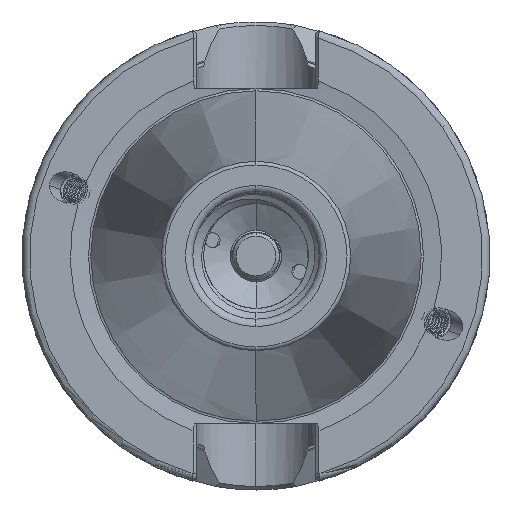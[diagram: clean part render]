
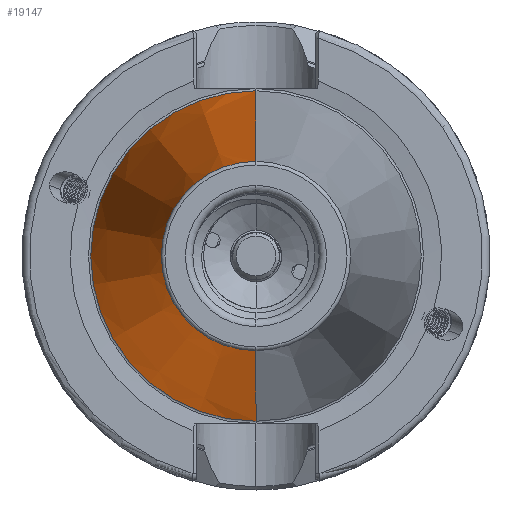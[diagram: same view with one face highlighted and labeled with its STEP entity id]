
A CAD part, left-side view. The second image highlights one B-rep face of the part: STEP entity #19147.
In plain terms, the highlighted conical face has half-angle 8.297 degrees and reference radius 22.24 mm.
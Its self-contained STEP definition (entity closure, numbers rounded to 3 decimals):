
#3275 = CARTESIAN_POINT ( 'NONE',  ( -65.972, 0., -12.75 ) ) ;
#3299 = CARTESIAN_POINT ( 'NONE',  ( -0.9, 0., 22.24 ) ) ;
#3697 = CIRCLE ( 'NONE', #11014, 12.75 ) ;
#3716 = LINE ( 'NONE', #22073, #3717 ) ;
#3717 = VECTOR ( 'NONE', #22062, 1000. ) ;
#3726 = CIRCLE ( 'NONE', #11029, 22.24 ) ;
#3746 = LINE ( 'NONE', #22140, #3752 ) ;
#3752 = VECTOR ( 'NONE', #22223, 1000. ) ;
#5160 = VERTEX_POINT ( 'NONE', #3275 ) ;
#5162 = VERTEX_POINT ( 'NONE', #3299 ) ;
#5295 = EDGE_LOOP ( 'NONE', ( #13627, #13635, #13665, #13683 ) ) ;
#9786 = VERTEX_POINT ( 'NONE', #16028 ) ;
#10367 = VERTEX_POINT ( 'NONE', #16715 ) ;
#11014 = AXIS2_PLACEMENT_3D ( 'NONE', #22149, #22134, #22155 ) ;
#11029 = AXIS2_PLACEMENT_3D ( 'NONE', #22083, #22045, #22085 ) ;
#13627 = ORIENTED_EDGE ( 'NONE', *, *, #26379, .T. ) ;
#13635 = ORIENTED_EDGE ( 'NONE', *, *, #26365, .T. ) ;
#13665 = ORIENTED_EDGE ( 'NONE', *, *, #26358, .F. ) ;
#13683 = ORIENTED_EDGE ( 'NONE', *, *, #26386, .F. ) ;
#16028 = CARTESIAN_POINT ( 'NONE',  ( -0.9, 0., -22.24 ) ) ;
#16715 = CARTESIAN_POINT ( 'NONE',  ( -65.972, 0., 12.75 ) ) ;
#19147 = ADVANCED_FACE ( 'NONE', ( #21171 ), #21211, .T. ) ;
#21171 = FACE_OUTER_BOUND ( 'NONE', #5295, .T. ) ;
#21211 = CONICAL_SURFACE ( 'NONE', #30954, 22.24, 0.145 ) ;
#22045 = DIRECTION ( 'NONE',  ( 1., 0., 0. ) ) ;
#22062 = DIRECTION ( 'NONE',  ( 0.99, 0., 0.144 ) ) ;
#22073 = CARTESIAN_POINT ( 'NONE',  ( -0.9, 0., 22.24 ) ) ;
#22083 = CARTESIAN_POINT ( 'NONE',  ( -0.9, 0., 0. ) ) ;
#22085 = DIRECTION ( 'NONE',  ( 0., 0., -1. ) ) ;
#22134 = DIRECTION ( 'NONE',  ( 1., 0., 0. ) ) ;
#22140 = CARTESIAN_POINT ( 'NONE',  ( -0.9, 0., -22.24 ) ) ;
#22149 = CARTESIAN_POINT ( 'NONE',  ( -65.972, 0., 0. ) ) ;
#22155 = DIRECTION ( 'NONE',  ( 0., 0., -1. ) ) ;
#22223 = DIRECTION ( 'NONE',  ( 0.99, 0., -0.144 ) ) ;
#23481 = CARTESIAN_POINT ( 'NONE',  ( -0.9, 0., 0. ) ) ;
#23498 = DIRECTION ( 'NONE',  ( 1., 0., 0. ) ) ;
#23506 = DIRECTION ( 'NONE',  ( 0., 0., -1. ) ) ;
#26358 = EDGE_CURVE ( 'NONE', #9786, #5162, #3726, .T. ) ;
#26365 = EDGE_CURVE ( 'NONE', #10367, #5162, #3716, .T. ) ;
#26379 = EDGE_CURVE ( 'NONE', #5160, #10367, #3697, .T. ) ;
#26386 = EDGE_CURVE ( 'NONE', #5160, #9786, #3746, .T. ) ;
#30954 = AXIS2_PLACEMENT_3D ( 'NONE', #23481, #23498, #23506 ) ;
